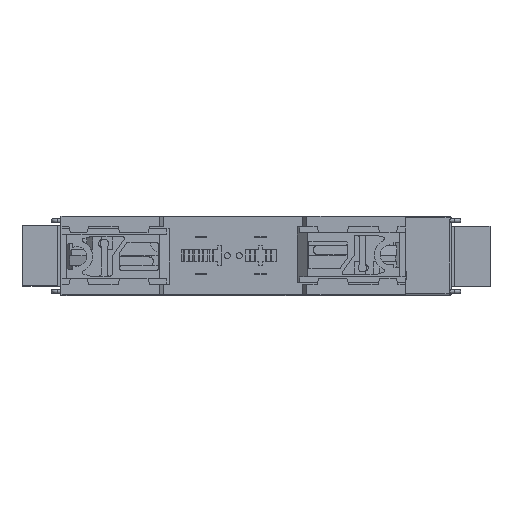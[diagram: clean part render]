
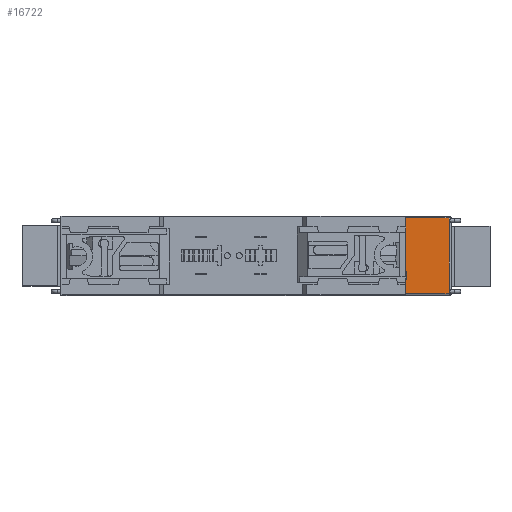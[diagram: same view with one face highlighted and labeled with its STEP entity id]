
A CAD part, top view. The second image highlights one B-rep face of the part: STEP entity #16722.
In plain terms, the highlighted planar face has unit normal (0, 0, 1).
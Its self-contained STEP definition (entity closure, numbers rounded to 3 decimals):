
#364=DIRECTION('',(1.,0.,0.));
#365=VECTOR('',#364,11.);
#366=CARTESIAN_POINT('',(43.75,-9.65,-38.5));
#367=LINE('',#366,#365);
#377=DIRECTION('',(0.,-1.,0.));
#378=VECTOR('',#377,19.3);
#379=CARTESIAN_POINT('',(43.75,9.65,-38.5));
#380=LINE('',#379,#378);
#6358=DIRECTION('',(0.,1.,0.));
#6359=VECTOR('',#6358,0.65);
#6360=CARTESIAN_POINT('',(54.75,-9.65,-38.5));
#6361=LINE('',#6360,#6359);
#6396=DIRECTION('',(0.,1.,0.));
#6397=VECTOR('',#6396,18.);
#6398=CARTESIAN_POINT('',(54.75,-9.,-38.5));
#6399=LINE('',#6398,#6397);
#10029=DIRECTION('',(0.,1.,0.));
#10030=VECTOR('',#10029,0.65);
#10031=CARTESIAN_POINT('',(54.75,9.,-38.5));
#10032=LINE('',#10031,#10030);
#10052=DIRECTION('',(-1.,0.,0.));
#10053=VECTOR('',#10052,11.);
#10054=CARTESIAN_POINT('',(54.75,9.65,-38.5));
#10055=LINE('',#10054,#10053);
#12668=CARTESIAN_POINT('',(43.75,9.65,-38.5));
#12669=VERTEX_POINT('',#12668);
#12670=CARTESIAN_POINT('',(43.75,-9.65,-38.5));
#12671=VERTEX_POINT('',#12670);
#13358=CARTESIAN_POINT('',(54.75,-9.65,-38.5));
#13359=VERTEX_POINT('',#13358);
#13360=CARTESIAN_POINT('',(54.75,9.65,-38.5));
#13361=VERTEX_POINT('',#13360);
#13362=CARTESIAN_POINT('',(54.75,9.,-38.5));
#13363=VERTEX_POINT('',#13362);
#13364=CARTESIAN_POINT('',(54.75,-9.,-38.5));
#13365=VERTEX_POINT('',#13364);
#16704=CARTESIAN_POINT('',(55.25,9.95,-38.5));
#16705=DIRECTION('',(0.,0.,1.));
#16706=DIRECTION('',(-1.,0.,0.));
#16707=AXIS2_PLACEMENT_3D('',#16704,#16705,#16706);
#16708=PLANE('',#16707);
#16709=ORIENTED_EDGE('',*,*,#16688,.F.);
#16711=ORIENTED_EDGE('',*,*,#16710,.F.);
#16713=ORIENTED_EDGE('',*,*,#16712,.F.);
#16715=ORIENTED_EDGE('',*,*,#16714,.F.);
#16717=ORIENTED_EDGE('',*,*,#16716,.F.);
#16719=ORIENTED_EDGE('',*,*,#16718,.F.);
#16720=EDGE_LOOP('',(#16709,#16711,#16713,#16715,#16717,#16719));
#16721=FACE_OUTER_BOUND('',#16720,.F.);
#16722=ADVANCED_FACE('',(#16721),#16708,.T.);
#16688=EDGE_CURVE('',#12671,#13359,#367,.T.);
#16710=EDGE_CURVE('',#12669,#12671,#380,.T.);
#16712=EDGE_CURVE('',#13361,#12669,#10055,.T.);
#16714=EDGE_CURVE('',#13363,#13361,#10032,.T.);
#16716=EDGE_CURVE('',#13365,#13363,#6399,.T.);
#16718=EDGE_CURVE('',#13359,#13365,#6361,.T.);
